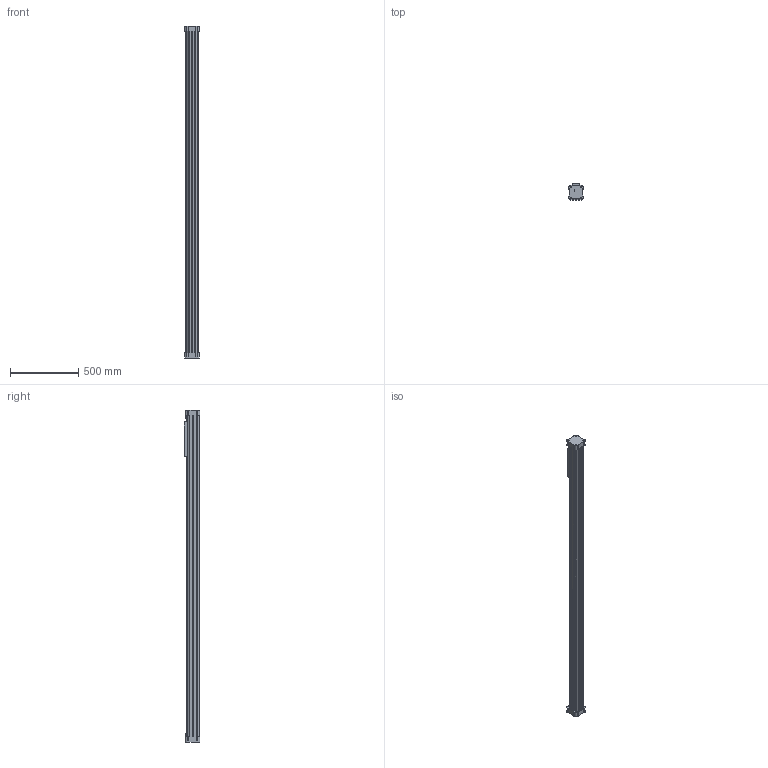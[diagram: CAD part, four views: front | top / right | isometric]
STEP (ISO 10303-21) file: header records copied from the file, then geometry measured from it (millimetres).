
FILE_DESCRIPTION( ( 'STEP AP214' ), ' ' );
FILE_NAME( 'OSPP630000002000000000000_2018-06-15_13-02-40.stp', '2018-06-15T11:04:50', ( '' ), ( '' ), ' ', 'PARTsolutions', ' ' );
FILE_SCHEMA( ( 'AUTOMOTIVE_DESIGN { 1 0 10303 214 1 1 1 1 }' ) );
Length unit declared in the file: millimetre
Products named in the file (5): OSPP630000002000000000000; _OSPP630000002000000000000_d; _PO-OSPP63 000002000000000000 (DL=front,DR=front POS = 0) Zylinder(0,0,0,0,0,0,0000)0; _PO-OSP-P63-00000-02000   (0,0,0) Cylinder piston; _13039FIL2354
Assembly tree (4 placements, depth 2):
  OSPP630000002000000000000
    _OSPP630000002000000000000_d
    _PO-OSPP63 000002000000000000 (DL=front,DR=front POS = 0) Zylinder(0,0,0,0,0,0,0000)0
    _PO-OSP-P63-00000-02000   (0,0,0) Cylinder piston
    _13039FIL2354
Bounding box: 106 x 117 x 2430 mm (x, y, z)
Volume: 12735306.9 mm3; surface area: 1620287.2 mm2
Topology: 3 solids, 4 shells, 225 faces, 623 edges, 407 vertices
Faces by surface type: plane 167, cylinder 34, cone 24
Full cylindrical faces by diameter (mm): 6 x2, 6.647 x12, 14.95 x2, 63 x1
Entity records: 8588 total; most frequent: CARTESIAN_POINT 1181, ORIENTED_EDGE 1112, DIRECTION 1106, EDGE_CURVE 556, LINE 466, VECTOR 466, VERTEX_POINT 394, AXIS2_PLACEMENT_3D 320
